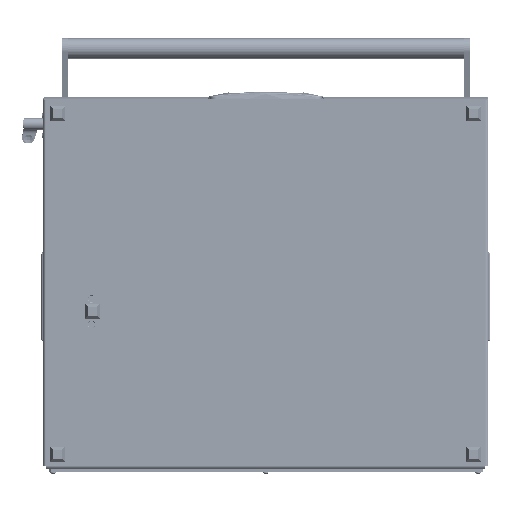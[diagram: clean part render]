
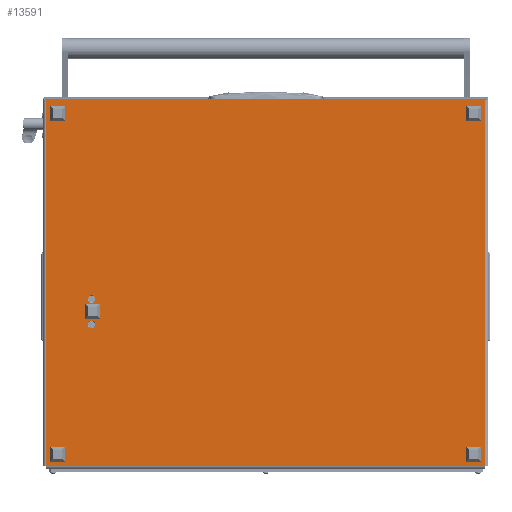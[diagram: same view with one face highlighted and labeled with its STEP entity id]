
A CAD part, front view. The second image highlights one B-rep face of the part: STEP entity #13591.
In plain terms, the highlighted face is planar.
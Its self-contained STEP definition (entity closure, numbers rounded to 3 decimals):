
#2877 = CARTESIAN_POINT ( 'NONE',  ( 506., 0., 0. ) ) ;
#5010 = CARTESIAN_POINT ( 'NONE',  ( 0., 0., 0. ) ) ;
#5180 = VECTOR ( 'NONE', #62346, 1000. ) ;
#8823 = ORIENTED_EDGE ( 'NONE', *, *, #83356, .T. ) ;
#13591 = ADVANCED_FACE ( 'NONE', ( #99568, #47642, #48958 ), #90104, .T. ) ;
#17880 = EDGE_CURVE ( 'NONE', #33973, #66367, #66427, .T. ) ;
#17917 = ORIENTED_EDGE ( 'NONE', *, *, #60897, .T. ) ;
#19521 = DIRECTION ( 'NONE',  ( 0., 0., -1. ) ) ;
#21881 = AXIS2_PLACEMENT_3D ( 'NONE', #35077, #115983, #25541 ) ;
#22865 = CARTESIAN_POINT ( 'NONE',  ( 0., 608., 0. ) ) ;
#23006 = ORIENTED_EDGE ( 'NONE', *, *, #76694, .T. ) ;
#23773 = EDGE_CURVE ( 'NONE', #132937, #130891, #71486, .T. ) ;
#25015 = CARTESIAN_POINT ( 'NONE',  ( 0., 0., 0. ) ) ;
#25541 = DIRECTION ( 'NONE',  ( -1., 0., 0. ) ) ;
#29966 = CARTESIAN_POINT ( 'NONE',  ( 0., -4., 0. ) ) ;
#31529 = CARTESIAN_POINT ( 'NONE',  ( 0., -4., 0. ) ) ;
#33187 = CARTESIAN_POINT ( 'NONE',  ( -2., 610., 0. ) ) ;
#33973 = VERTEX_POINT ( 'NONE', #25015 ) ;
#35077 = CARTESIAN_POINT ( 'NONE',  ( 310., 545., 0. ) ) ;
#35791 = VECTOR ( 'NONE', #87346, 1000. ) ;
#36885 = DIRECTION ( 'NONE',  ( -1., 0., 0. ) ) ;
#36888 = CIRCLE ( 'NONE', #116551, 5.2 ) ;
#39702 = VERTEX_POINT ( 'NONE', #33187 ) ;
#43232 = ORIENTED_EDGE ( 'NONE', *, *, #88446, .F. ) ;
#44744 = CARTESIAN_POINT ( 'NONE',  ( 310., 545., 0. ) ) ;
#45147 = LINE ( 'NONE', #74796, #60599 ) ;
#46951 = AXIS2_PLACEMENT_3D ( 'NONE', #44744, #116224, #86536 ) ;
#47096 = EDGE_LOOP ( 'NONE', ( #111694, #43232 ) ) ;
#47642 = FACE_BOUND ( 'NONE', #65748, .T. ) ;
#47986 = LINE ( 'NONE', #120802, #110193 ) ;
#48958 = FACE_OUTER_BOUND ( 'NONE', #65591, .T. ) ;
#50425 = ORIENTED_EDGE ( 'NONE', *, *, #81368, .F. ) ;
#51205 = CARTESIAN_POINT ( 'NONE',  ( 269.8, 545., 0. ) ) ;
#52018 = DIRECTION ( 'NONE',  ( 0., -1., 0. ) ) ;
#52727 = DIRECTION ( 'NONE',  ( 0., 0., -1. ) ) ;
#56566 = VERTEX_POINT ( 'NONE', #22865 ) ;
#58111 = AXIS2_PLACEMENT_3D ( 'NONE', #74228, #52727, #93175 ) ;
#59485 = EDGE_CURVE ( 'NONE', #68787, #66367, #126805, .T. ) ;
#60088 = DIRECTION ( 'NONE',  ( 1., 0., 0. ) ) ;
#60599 = VECTOR ( 'NONE', #86276, 1000. ) ;
#60864 = VECTOR ( 'NONE', #121854, 1000. ) ;
#60871 = CARTESIAN_POINT ( 'NONE',  ( 506., 608., 0. ) ) ;
#60897 = EDGE_CURVE ( 'NONE', #39702, #128405, #47986, .T. ) ;
#61282 = LINE ( 'NONE', #31529, #63517 ) ;
#62346 = DIRECTION ( 'NONE',  ( 0., 1., 0. ) ) ;
#62720 = VERTEX_POINT ( 'NONE', #66257 ) ;
#63517 = VECTOR ( 'NONE', #94248, 1000. ) ;
#65591 = EDGE_LOOP ( 'NONE', ( #50425, #8823, #23006, #17917, #88896, #84156, #71378, #92675 ) ) ;
#65748 = EDGE_LOOP ( 'NONE', ( #86343, #74088 ) ) ;
#66257 = CARTESIAN_POINT ( 'NONE',  ( -2., -2., 0. ) ) ;
#66367 = VERTEX_POINT ( 'NONE', #2877 ) ;
#66427 = LINE ( 'NONE', #5010, #35791 ) ;
#66780 = CARTESIAN_POINT ( 'NONE',  ( 0., 610., 0. ) ) ;
#68787 = VERTEX_POINT ( 'NONE', #60871 ) ;
#71378 = ORIENTED_EDGE ( 'NONE', *, *, #59485, .T. ) ;
#71486 = CIRCLE ( 'NONE', #21881, 5.2 ) ;
#72858 = CARTESIAN_POINT ( 'NONE',  ( 506., 608., 0. ) ) ;
#74088 = ORIENTED_EDGE ( 'NONE', *, *, #105099, .F. ) ;
#74228 = CARTESIAN_POINT ( 'NONE',  ( 275., 545., 0. ) ) ;
#74796 = CARTESIAN_POINT ( 'NONE',  ( -2., -4., 0. ) ) ;
#76694 = EDGE_CURVE ( 'NONE', #62720, #39702, #45147, .T. ) ;
#80696 = LINE ( 'NONE', #99611, #60864 ) ;
#81368 = EDGE_CURVE ( 'NONE', #95220, #33973, #61282, .T. ) ;
#81396 = CIRCLE ( 'NONE', #46951, 5.2 ) ;
#81597 = CARTESIAN_POINT ( 'NONE',  ( 275., 545., 0. ) ) ;
#83356 = EDGE_CURVE ( 'NONE', #95220, #62720, #103999, .T. ) ;
#84156 = ORIENTED_EDGE ( 'NONE', *, *, #95720, .F. ) ;
#86254 = CARTESIAN_POINT ( 'NONE',  ( 280.2, 545., 0. ) ) ;
#86276 = DIRECTION ( 'NONE',  ( 0., 1., 0. ) ) ;
#86343 = ORIENTED_EDGE ( 'NONE', *, *, #23773, .F. ) ;
#86536 = DIRECTION ( 'NONE',  ( -1., 0., 0. ) ) ;
#87346 = DIRECTION ( 'NONE',  ( 1., 0., 0. ) ) ;
#88446 = EDGE_CURVE ( 'NONE', #100827, #127733, #36888, .T. ) ;
#88896 = ORIENTED_EDGE ( 'NONE', *, *, #98439, .F. ) ;
#90104 = PLANE ( 'NONE',  #91574 ) ;
#90352 = CIRCLE ( 'NONE', #58111, 5.2 ) ;
#91574 = AXIS2_PLACEMENT_3D ( 'NONE', #119138, #111697, #36885 ) ;
#92675 = ORIENTED_EDGE ( 'NONE', *, *, #17880, .F. ) ;
#92685 = LINE ( 'NONE', #29966, #5180 ) ;
#93175 = DIRECTION ( 'NONE',  ( -1., 0., 0. ) ) ;
#94248 = DIRECTION ( 'NONE',  ( 0., 1., 0. ) ) ;
#95220 = VERTEX_POINT ( 'NONE', #110748 ) ;
#95720 = EDGE_CURVE ( 'NONE', #68787, #56566, #80696, .T. ) ;
#98439 = EDGE_CURVE ( 'NONE', #56566, #128405, #92685, .T. ) ;
#99568 = FACE_BOUND ( 'NONE', #47096, .T. ) ;
#99611 = CARTESIAN_POINT ( 'NONE',  ( 0., 608., 0. ) ) ;
#100521 = DIRECTION ( 'NONE',  ( -1., 0., 0. ) ) ;
#100827 = VERTEX_POINT ( 'NONE', #86254 ) ;
#103999 = LINE ( 'NONE', #104646, #124269 ) ;
#104128 = EDGE_CURVE ( 'NONE', #127733, #100827, #90352, .T. ) ;
#104144 = CARTESIAN_POINT ( 'NONE',  ( 304.8, 545., 0. ) ) ;
#104646 = CARTESIAN_POINT ( 'NONE',  ( 0., -2., 0. ) ) ;
#105099 = EDGE_CURVE ( 'NONE', #130891, #132937, #81396, .T. ) ;
#109970 = CARTESIAN_POINT ( 'NONE',  ( 315.2, 545., 0. ) ) ;
#110193 = VECTOR ( 'NONE', #60088, 1000. ) ;
#110748 = CARTESIAN_POINT ( 'NONE',  ( 0., -2., 0. ) ) ;
#111694 = ORIENTED_EDGE ( 'NONE', *, *, #104128, .F. ) ;
#111697 = DIRECTION ( 'NONE',  ( 0., 0., -1. ) ) ;
#115983 = DIRECTION ( 'NONE',  ( 0., 0., -1. ) ) ;
#116224 = DIRECTION ( 'NONE',  ( 0., 0., -1. ) ) ;
#116551 = AXIS2_PLACEMENT_3D ( 'NONE', #81597, #19521, #100521 ) ;
#118746 = VECTOR ( 'NONE', #52018, 1000. ) ;
#119138 = CARTESIAN_POINT ( 'NONE',  ( 0., 608., 0. ) ) ;
#120802 = CARTESIAN_POINT ( 'NONE',  ( 0., 610., 0. ) ) ;
#121854 = DIRECTION ( 'NONE',  ( -1., 0., 0. ) ) ;
#124269 = VECTOR ( 'NONE', #125587, 1000. ) ;
#125587 = DIRECTION ( 'NONE',  ( -1., 0., 0. ) ) ;
#126805 = LINE ( 'NONE', #72858, #118746 ) ;
#127733 = VERTEX_POINT ( 'NONE', #51205 ) ;
#128405 = VERTEX_POINT ( 'NONE', #66780 ) ;
#130891 = VERTEX_POINT ( 'NONE', #109970 ) ;
#132937 = VERTEX_POINT ( 'NONE', #104144 ) ;
